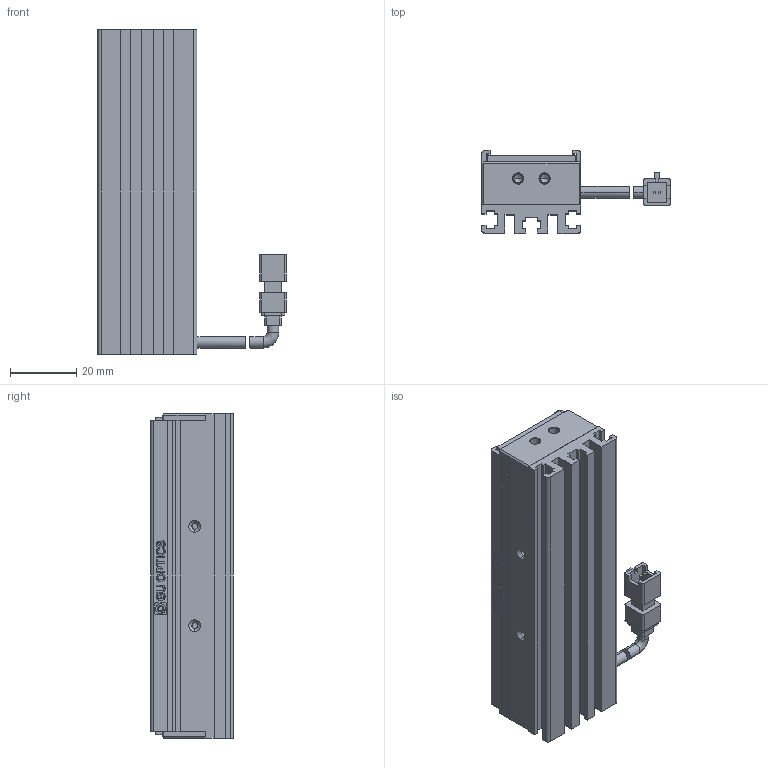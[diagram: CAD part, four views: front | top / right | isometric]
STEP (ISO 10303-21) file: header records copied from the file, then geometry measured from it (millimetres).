
FILE_DESCRIPTION (( 'STEP AP214' ), '1' );
FILE_NAME ('660201-R.STEP', '2019-03-14T03:56:39', ( 'user' ), ( '微软中国' ), 'SwSTEP 2.0', 'SolidWorks 2016', '' );
FILE_SCHEMA (( 'AUTOMOTIVE_DESIGN' ));
Length unit declared in the file: millimetre
Products named in the file (1): 660201-R
Bounding box: 57 x 25 x 98 mm (x, y, z)
Volume: 36231.4 mm3; surface area: 36406.8 mm2
Topology: 6 solids, 6 shells, 724 faces, 1837 edges, 1195 vertices
Faces by surface type: plane 538, cylinder 83, bspline 61, cone 42
Entity records: 28738 total; most frequent: CARTESIAN_POINT 4762, ORIENTED_EDGE 3622, DIRECTION 3209, EDGE_CURVE 1811, LINE 1505, VECTOR 1505, VERTEX_POINT 1195, AXIS2_PLACEMENT_3D 852
